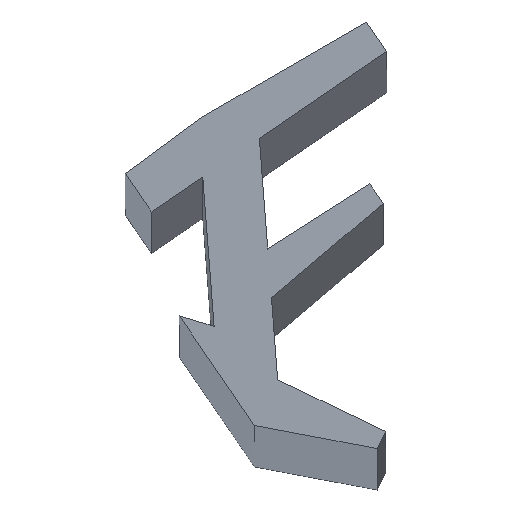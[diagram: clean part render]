
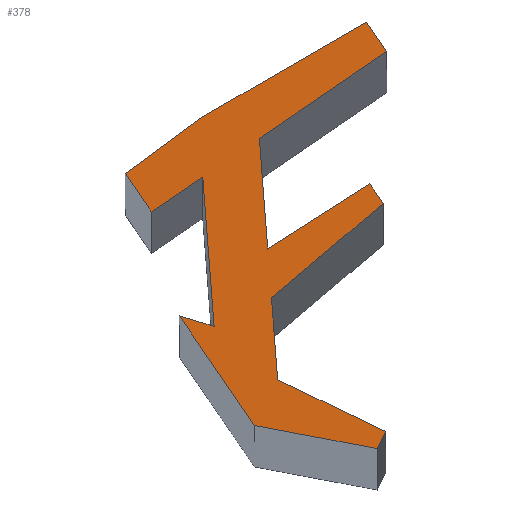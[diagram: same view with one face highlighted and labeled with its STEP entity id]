
A CAD part, top view. The second image highlights one B-rep face of the part: STEP entity #378.
In plain terms, the highlighted planar face has unit normal (0, 0, 1).
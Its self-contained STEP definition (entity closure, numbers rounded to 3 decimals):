
#32=FACE_OUTER_BOUND('',#51,.T.);
#51=EDGE_LOOP('',(#308,#309,#310,#311,#312,#313,#314,#315,#316,#317,#318,
#319,#320,#321,#322,#323,#324));
#55=LINE('',#518,#106);
#58=LINE('',#524,#109);
#61=LINE('',#530,#112);
#64=LINE('',#536,#115);
#67=LINE('',#542,#118);
#70=LINE('',#548,#121);
#73=LINE('',#554,#124);
#76=LINE('',#560,#127);
#79=LINE('',#566,#130);
#82=LINE('',#572,#133);
#85=LINE('',#578,#136);
#88=LINE('',#584,#139);
#91=LINE('',#590,#142);
#94=LINE('',#596,#145);
#97=LINE('',#602,#148);
#100=LINE('',#608,#151);
#103=LINE('',#612,#154);
#106=VECTOR('',#425,10.);
#109=VECTOR('',#430,10.);
#112=VECTOR('',#435,10.);
#115=VECTOR('',#440,10.);
#118=VECTOR('',#445,10.);
#121=VECTOR('',#450,10.);
#124=VECTOR('',#455,10.);
#127=VECTOR('',#460,10.);
#130=VECTOR('',#465,10.);
#133=VECTOR('',#470,10.);
#136=VECTOR('',#475,10.);
#139=VECTOR('',#480,10.);
#142=VECTOR('',#485,10.);
#145=VECTOR('',#490,10.);
#148=VECTOR('',#495,10.);
#151=VECTOR('',#500,10.);
#154=VECTOR('',#505,10.);
#157=VERTEX_POINT('',#515);
#158=VERTEX_POINT('',#517);
#160=VERTEX_POINT('',#523);
#162=VERTEX_POINT('',#529);
#164=VERTEX_POINT('',#535);
#166=VERTEX_POINT('',#541);
#168=VERTEX_POINT('',#547);
#170=VERTEX_POINT('',#553);
#172=VERTEX_POINT('',#559);
#174=VERTEX_POINT('',#565);
#176=VERTEX_POINT('',#571);
#178=VERTEX_POINT('',#577);
#180=VERTEX_POINT('',#583);
#182=VERTEX_POINT('',#589);
#184=VERTEX_POINT('',#595);
#186=VERTEX_POINT('',#601);
#188=VERTEX_POINT('',#607);
#191=EDGE_CURVE('',#158,#157,#55,.T.);
#194=EDGE_CURVE('',#160,#158,#58,.T.);
#197=EDGE_CURVE('',#162,#160,#61,.T.);
#200=EDGE_CURVE('',#164,#162,#64,.T.);
#203=EDGE_CURVE('',#166,#164,#67,.T.);
#206=EDGE_CURVE('',#168,#166,#70,.T.);
#209=EDGE_CURVE('',#170,#168,#73,.T.);
#212=EDGE_CURVE('',#172,#170,#76,.T.);
#215=EDGE_CURVE('',#174,#172,#79,.T.);
#218=EDGE_CURVE('',#176,#174,#82,.T.);
#221=EDGE_CURVE('',#178,#176,#85,.T.);
#224=EDGE_CURVE('',#180,#178,#88,.T.);
#227=EDGE_CURVE('',#182,#180,#91,.T.);
#230=EDGE_CURVE('',#184,#182,#94,.T.);
#233=EDGE_CURVE('',#186,#184,#97,.T.);
#236=EDGE_CURVE('',#188,#186,#100,.T.);
#239=EDGE_CURVE('',#157,#188,#103,.T.);
#308=ORIENTED_EDGE('',*,*,#239,.T.);
#309=ORIENTED_EDGE('',*,*,#236,.T.);
#310=ORIENTED_EDGE('',*,*,#233,.T.);
#311=ORIENTED_EDGE('',*,*,#230,.T.);
#312=ORIENTED_EDGE('',*,*,#227,.T.);
#313=ORIENTED_EDGE('',*,*,#224,.T.);
#314=ORIENTED_EDGE('',*,*,#221,.T.);
#315=ORIENTED_EDGE('',*,*,#218,.T.);
#316=ORIENTED_EDGE('',*,*,#215,.T.);
#317=ORIENTED_EDGE('',*,*,#212,.T.);
#318=ORIENTED_EDGE('',*,*,#209,.T.);
#319=ORIENTED_EDGE('',*,*,#206,.T.);
#320=ORIENTED_EDGE('',*,*,#203,.T.);
#321=ORIENTED_EDGE('',*,*,#200,.T.);
#322=ORIENTED_EDGE('',*,*,#197,.T.);
#323=ORIENTED_EDGE('',*,*,#194,.T.);
#324=ORIENTED_EDGE('',*,*,#191,.T.);
#359=PLANE('',#417);
#378=ADVANCED_FACE('',(#32),#359,.T.);
#417=AXIS2_PLACEMENT_3D('',#613,#506,#507);
#425=DIRECTION('',(-0.805,-0.593,0.));
#430=DIRECTION('',(-0.865,-0.501,0.));
#435=DIRECTION('',(-0.564,0.826,0.));
#440=DIRECTION('',(0.826,0.564,0.));
#445=DIRECTION('',(-0.076,0.997,0.));
#450=DIRECTION('',(-0.843,-0.538,0.));
#455=DIRECTION('',(-0.564,0.826,0.));
#460=DIRECTION('',(0.764,0.645,0.));
#465=DIRECTION('',(-0.076,0.997,0.));
#470=DIRECTION('',(-0.901,0.433,0.));
#475=DIRECTION('',(0.433,0.901,0.));
#480=DIRECTION('',(0.983,-0.185,0.));
#485=DIRECTION('',(0.564,-0.826,0.));
#490=DIRECTION('',(-0.957,0.288,0.));
#495=DIRECTION('',(0.076,-0.997,0.));
#500=DIRECTION('',(0.826,0.564,0.));
#505=DIRECTION('',(0.564,-0.826,0.));
#506=DIRECTION('center_axis',(0.,0.,1.));
#507=DIRECTION('ref_axis',(1.,0.,0.));
#515=CARTESIAN_POINT('',(-10.201,4.357,1000.));
#517=CARTESIAN_POINT('',(-6.979,6.73,1000.));
#518=CARTESIAN_POINT('',(-6.979,6.73,1000.));
#523=CARTESIAN_POINT('',(-0.035,10.749,1000.));
#524=CARTESIAN_POINT('',(-0.035,10.749,1000.));
#529=CARTESIAN_POINT('',(0.811,9.511,1000.));
#530=CARTESIAN_POINT('',(0.811,9.511,1000.));
#535=CARTESIAN_POINT('',(-4.555,5.843,1000.));
#536=CARTESIAN_POINT('',(-4.555,5.843,1000.));
#541=CARTESIAN_POINT('',(-4.201,1.181,1000.));
#542=CARTESIAN_POINT('',(-4.201,1.181,1000.));
#547=CARTESIAN_POINT('',(0.104,3.927,1000.));
#548=CARTESIAN_POINT('',(0.104,3.927,1000.));
#553=CARTESIAN_POINT('',(0.668,3.101,1000.));
#554=CARTESIAN_POINT('',(0.668,3.101,1000.));
#559=CARTESIAN_POINT('',(-4.044,-0.873,1000.));
#560=CARTESIAN_POINT('',(-4.044,-0.873,1000.));
#565=CARTESIAN_POINT('',(-3.782,-4.328,1000.));
#566=CARTESIAN_POINT('',(-3.782,-4.328,1000.));
#571=CARTESIAN_POINT('',(0.764,-6.51,1000.));
#572=CARTESIAN_POINT('',(0.764,-6.51,1000.));
#577=CARTESIAN_POINT('',(0.417,-7.231,1000.));
#578=CARTESIAN_POINT('',(0.417,-7.231,1000.));
#583=CARTESIAN_POINT('',(-4.764,-6.257,1000.));
#584=CARTESIAN_POINT('',(-4.764,-6.257,1000.));
#589=CARTESIAN_POINT('',(-7.92,-1.639,1000.));
#590=CARTESIAN_POINT('',(-7.92,-1.639,1000.));
#595=CARTESIAN_POINT('',(-6.46,-2.079,1000.));
#596=CARTESIAN_POINT('',(-6.46,-2.079,1000.));
#601=CARTESIAN_POINT('',(-6.939,4.214,1000.));
#602=CARTESIAN_POINT('',(-6.939,4.214,1000.));
#607=CARTESIAN_POINT('',(-9.096,2.74,1000.));
#608=CARTESIAN_POINT('',(-9.096,2.74,1000.));
#612=CARTESIAN_POINT('',(-10.201,4.357,1000.));
#613=CARTESIAN_POINT('Origin',(-3.965,1.692,1000.));
